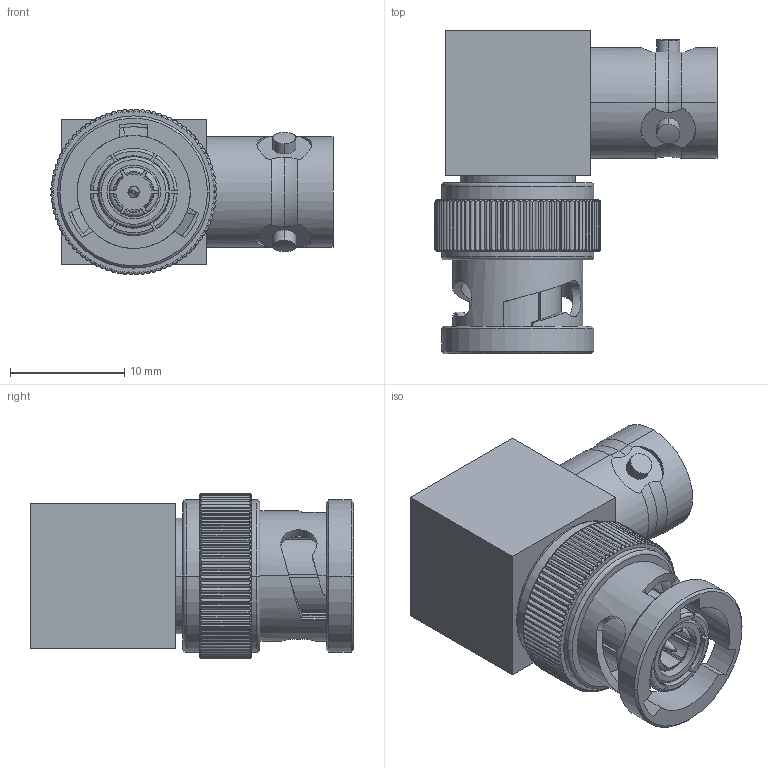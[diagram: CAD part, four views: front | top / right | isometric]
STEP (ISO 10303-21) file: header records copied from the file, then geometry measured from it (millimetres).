
FILE_DESCRIPTION (( 'STEP AP214' ), '1' );
FILE_NAME ('FMAD10-06909_3D.step', '2023-08-09T19:38:57', ( '' ), ( '' ), 'SwSTEP 2.0', 'SolidWorks 2022', '' );
FILE_SCHEMA (( 'AUTOMOTIVE_DESIGN' ));
Length unit declared in the file: inch
Products named in the file (4): Copy of 10-06909-MA1^FMAD10-06909; Copy of 10-06909-MA2^FMAD10-06909; FMAD10-06909_3D; Copy of 10-06909-MA3^FMAD10-06909
Assembly tree (3 placements, depth 2):
  FMAD10-06909_3D
    Copy of 10-06909-MA1^FMAD10-06909
    Copy of 10-06909-MA2^FMAD10-06909
    Copy of 10-06909-MA3^FMAD10-06909
Bounding box: 24.7 x 28.3 x 14.49 mm (x, y, z)
Volume: 4039.8 mm3; surface area: 3861.8 mm2
Topology: 3 solids, 3 shells, 743 faces, 2121 edges, 1399 vertices
Faces by surface type: cylinder 388, torus 202, plane 92, cone 46, bspline 15
Entity records: 31601 total; most frequent: CARTESIAN_POINT 8812, ORIENTED_EDGE 4238, DIRECTION 3954, EDGE_CURVE 2119, AXIS2_PLACEMENT_3D 1698, VERTEX_POINT 1399, CIRCLE 964, EDGE_LOOP 766
